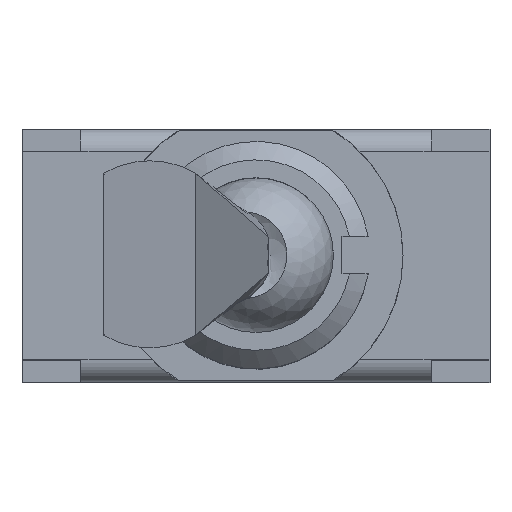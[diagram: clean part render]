
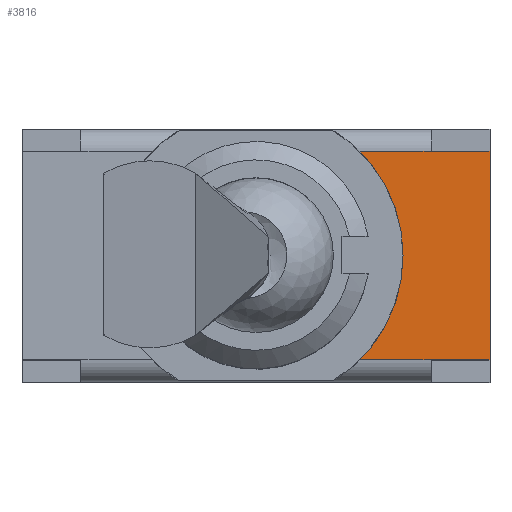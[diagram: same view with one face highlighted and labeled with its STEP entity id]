
A CAD part, top view. The second image highlights one B-rep face of the part: STEP entity #3816.
In plain terms, the highlighted planar face has unit normal (0, 0, 1).
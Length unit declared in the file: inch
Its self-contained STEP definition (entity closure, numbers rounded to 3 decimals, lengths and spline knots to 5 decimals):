
#156=CIRCLE('',#4129,0.15709);
#311=FACE_OUTER_BOUND('',#549,.T.);
#549=EDGE_LOOP('',(#2921,#2922,#2923,#2924,#2925,#2926));
#870=LINE('',#5975,#1304);
#871=LINE('',#5977,#1305);
#872=LINE('',#5979,#1306);
#873=LINE('',#5981,#1307);
#874=LINE('',#5982,#1308);
#1304=VECTOR('',#4849,0.3937);
#1305=VECTOR('',#4850,0.3937);
#1306=VECTOR('',#4851,0.3937);
#1307=VECTOR('',#4852,0.3937);
#1308=VECTOR('',#4853,0.3937);
#1696=VERTEX_POINT('',#5890);
#1700=VERTEX_POINT('',#5899);
#1721=VERTEX_POINT('',#5974);
#1722=VERTEX_POINT('',#5976);
#1723=VERTEX_POINT('',#5978);
#1724=VERTEX_POINT('',#5980);
#2127=EDGE_CURVE('',#1696,#1700,#156,.T.);
#2147=EDGE_CURVE('',#1700,#1721,#870,.T.);
#2148=EDGE_CURVE('',#1721,#1722,#871,.T.);
#2149=EDGE_CURVE('',#1722,#1723,#872,.T.);
#2150=EDGE_CURVE('',#1724,#1723,#873,.T.);
#2151=EDGE_CURVE('',#1696,#1724,#874,.T.);
#2921=ORIENTED_EDGE('',*,*,#2127,.T.);
#2922=ORIENTED_EDGE('',*,*,#2147,.T.);
#2923=ORIENTED_EDGE('',*,*,#2148,.T.);
#2924=ORIENTED_EDGE('',*,*,#2149,.T.);
#2925=ORIENTED_EDGE('',*,*,#2150,.F.);
#2926=ORIENTED_EDGE('',*,*,#2151,.F.);
#3604=PLANE('',#4146);
#3816=ADVANCED_FACE('',(#311),#3604,.T.);
#4129=AXIS2_PLACEMENT_3D('',#5928,#4802,#4803);
#4146=AXIS2_PLACEMENT_3D('',#5973,#4847,#4848);
#4802=DIRECTION('center_axis',(0.,0.,
-1.));
#4803=DIRECTION('ref_axis',(-1.,0.,0.));
#4847=DIRECTION('center_axis',(0.,0.,
1.));
#4848=DIRECTION('ref_axis',(0.,-1.,0.));
#4849=DIRECTION('',(1.,0.,0.));
#4850=DIRECTION('',(1.,0.,0.));
#4851=DIRECTION('',(0.,1.,0.));
#4852=DIRECTION('',(1.,0.,0.));
#4853=DIRECTION('',(1.,0.,0.));
#5890=CARTESIAN_POINT('',(0.11074,0.11142,0.35));
#5899=CARTESIAN_POINT('',(0.11074,-0.11142,0.35));
#5928=CARTESIAN_POINT('Origin',(0.,0.,
0.35));
#5973=CARTESIAN_POINT('Origin',(0.,0.11142,
0.35));
#5974=CARTESIAN_POINT('',(0.18701,-0.11142,0.35));
#5975=CARTESIAN_POINT('',(0.,-0.11142,0.35));
#5976=CARTESIAN_POINT('',(0.25,-0.11142,0.35));
#5977=CARTESIAN_POINT('',(0.18701,-0.11142,0.35));
#5978=CARTESIAN_POINT('',(0.25,0.11142,0.35));
#5979=CARTESIAN_POINT('',(0.25,0.11142,0.35));
#5980=CARTESIAN_POINT('',(0.18701,0.11142,0.35));
#5981=CARTESIAN_POINT('',(0.18701,0.11142,0.35));
#5982=CARTESIAN_POINT('',(0.,0.11142,0.35));
